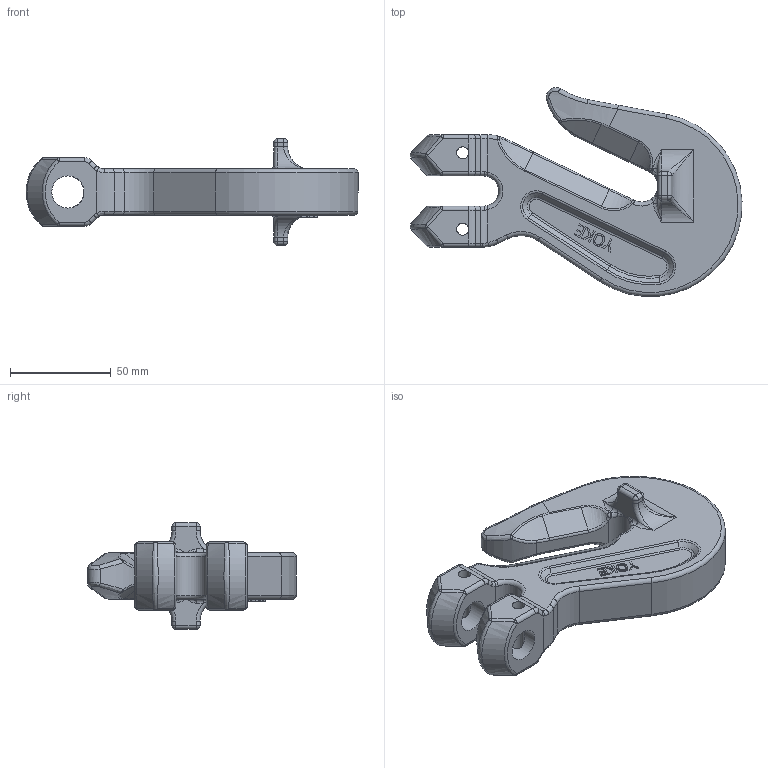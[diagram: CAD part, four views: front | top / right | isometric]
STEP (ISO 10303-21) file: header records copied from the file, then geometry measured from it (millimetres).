
FILE_DESCRIPTION(/* description */ (''),/* implementation_level */ '2;1');
FILE_NAME(/* name */ '8-042-13.stp',/* time_stamp */ '2019-03-06T20:46:47+08:00',/* author */ ('GP63'),/* organization */ (''),/* preprocessor_version */ 'ST-DEVELOPER v16.5',/* originating_system */ 'Autodesk Inventor 2017',/* authorisation */ '');
FILE_SCHEMA (('AUTOMOTIVE_DESIGN { 1 0 10303 214 3 1 1 }'));
Length unit declared in the file: millimetre
Products named in the file (1): 8-042-13
Bounding box: 165.17 x 103.79 x 53 mm (x, y, z)
Volume: 208821 mm3; surface area: 36490.4 mm2
Topology: 1 solids, 1 shells, 509 faces, 1265 edges, 759 vertices
Faces by surface type: plane 191, bspline 149, cylinder 97, torus 46, sphere 20, cone 6
Full cylindrical faces by diameter (mm): 6 x2, 16 x2
Entity records: 17744 total; most frequent: CARTESIAN_POINT 6523, ORIENTED_EDGE 2488, DIRECTION 2025, EDGE_CURVE 1243, VERTEX_POINT 758, AXIS2_PLACEMENT_3D 681, LINE 663, VECTOR 663
